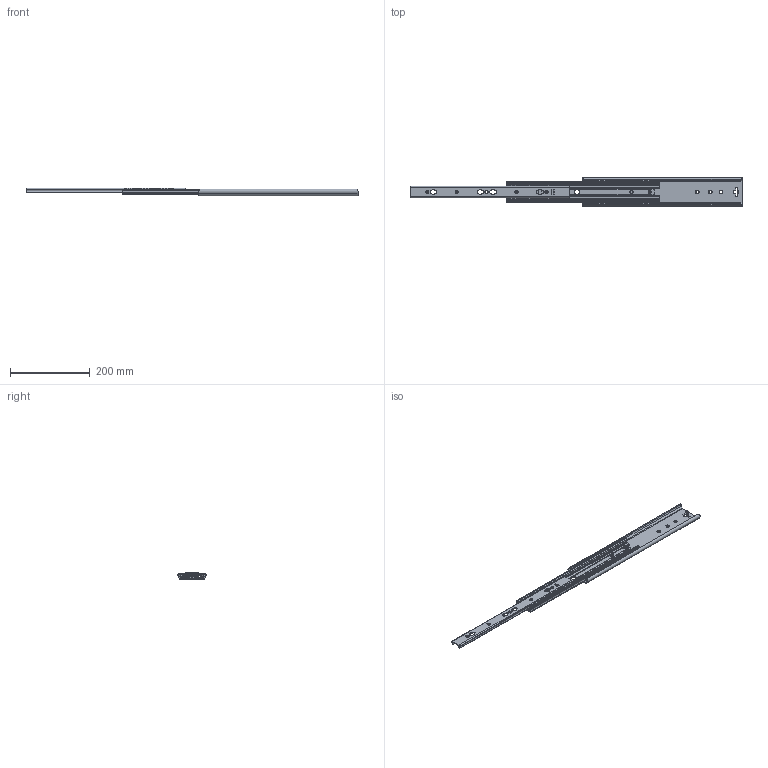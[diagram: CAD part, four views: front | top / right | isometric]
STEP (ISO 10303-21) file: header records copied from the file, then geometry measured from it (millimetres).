
FILE_DESCRIPTION(/* description */ ('TITAN-D- 400/435mm (18.5) Zinc-Magnesium'),/* implementation_level */ '2;1');
FILE_NAME(/* name */ 'M01-AA2_00_open.stp',/* time_stamp */ '2025-09-09T11:28:27+02:00',/* author */ ('l.hoffmann'),/* organization */ (''),/* preprocessor_version */ 'ST-DEVELOPER v20',/* originating_system */ 'Autodesk Inventor 2022',/* authorisation */ '');
FILE_SCHEMA (('AUTOMOTIVE_DESIGN { 1 0 10303 214 3 1 1 }'));
Length unit declared in the file: millimetre
Products named in the file (14): M01-F71; 511-M01-F71-TM1; 511-M01-F71-TM1_1; E000176656; E000176653; E000176652; 512-M01-F71-TM2; 512-M01-F71-TM2_1; E000176665; E000176643; E000176663; E000176662; 514-M01-F71-TM3; 514-M01-F71-TM3_1
Assembly tree (30 placements, depth 3):
  M01-F71
    511-M01-F71-TM1
      511-M01-F71-TM1_1
    E000176656
      E000176643
      E000176653
      E000176652  x10
    512-M01-F71-TM2
      512-M01-F71-TM2_1
    E000176665
      E000176643
      E000176663
      E000176662  x8
    514-M01-F71-TM3
      514-M01-F71-TM3_1
Bounding box: 835 x 70.9 x 18.4 mm (x, y, z)
Volume: 195120.6 mm3; surface area: 233280.6 mm2
Topology: 41 solids, 41 shells, 1175 faces, 3528 edges, 2348 vertices
Faces by surface type: cylinder 544, plane 541, cone 54, sphere 36
Full cylindrical faces by diameter (mm): 7.9 x16, 8 x2, 9 x20, 13 x2
Entity records: 41725 total; most frequent: CARTESIAN_POINT 9280, ORIENTED_EDGE 6848, DIRECTION 6658, EDGE_CURVE 3424, AXIS2_PLACEMENT_3D 2294, VERTEX_POINT 2284, LINE 2070, VECTOR 2070
